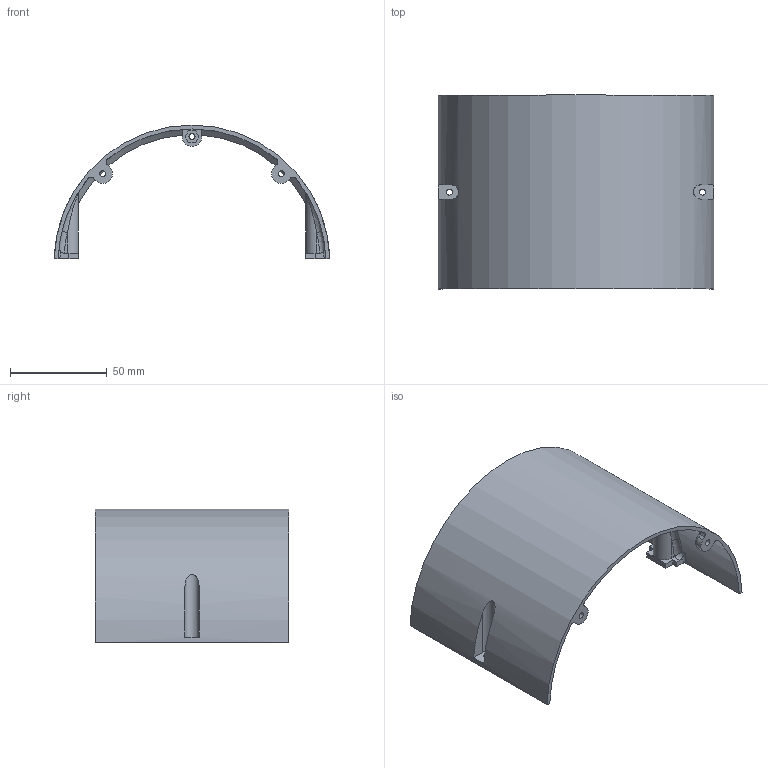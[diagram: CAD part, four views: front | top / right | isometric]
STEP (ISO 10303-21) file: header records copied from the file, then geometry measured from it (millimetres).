
FILE_DESCRIPTION(/* description */ (''),/* implementation_level */ '2;1');
FILE_NAME(/* name */ 'fan case 02.step',/* time_stamp */ '2019-10-02T03:00:40+09:00',/* author */ (''),/* organization */ (''),/* preprocessor_version */ 'ST-DEVELOPER v18',/* originating_system */ 'Autodesk Translation Framework v8.6.0.1094',/* authorisation */ '');
FILE_SCHEMA (('AUTOMOTIVE_DESIGN { 1 0 10303 214 3 1 1 }'));
Length unit declared in the file: millimetre
Products named in the file (1): fan case 02
Bounding box: 142.29 x 100 x 69.08 mm (x, y, z)
Volume: 48351.4 mm3; surface area: 47940.7 mm2
Topology: 1 solids, 1 shells, 98 faces, 265 edges, 172 vertices
Faces by surface type: plane 49, cylinder 29, torus 12, bspline 6, cone 2
Full cylindrical faces by diameter (mm): 3.1 x5
Entity records: 3602 total; most frequent: CARTESIAN_POINT 1069, ORIENTED_EDGE 530, DIRECTION 515, EDGE_CURVE 265, AXIS2_PLACEMENT_3D 187, VERTEX_POINT 172, LINE 141, VECTOR 141
